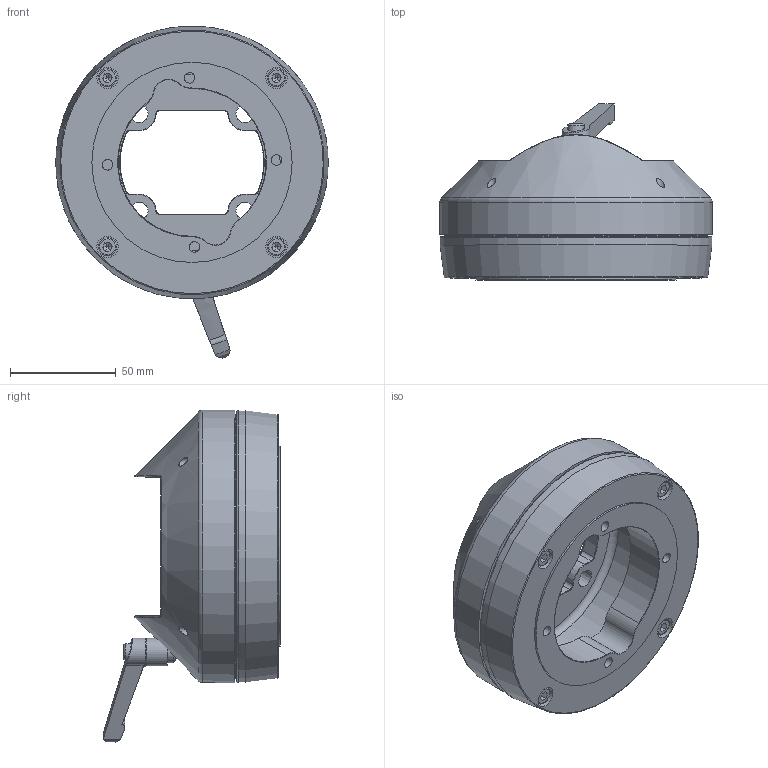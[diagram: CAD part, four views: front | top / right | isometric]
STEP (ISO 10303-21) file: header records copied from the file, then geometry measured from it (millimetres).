
FILE_DESCRIPTION (( 'STEP AP214' ), '1' );
FILE_NAME ('SCE-SA360C.STEP', '2023-10-04T17:59:43', ( '' ), ( '' ), 'SwSTEP 2.0', 'SolidWorks 2023', '' );
FILE_SCHEMA (( 'AUTOMOTIVE_DESIGN' ));
Length unit declared in the file: inch
Products named in the file (1): SCE-SA360C
Bounding box: 129 x 83.52 x 157.01 mm (x, y, z)
Volume: 350263.3 mm3; surface area: 105183.7 mm2
Topology: 5 solids, 6 shells, 446 faces, 1025 edges, 616 vertices
Faces by surface type: plane 115, cone 97, torus 87, cylinder 78, bspline 69
Full cylindrical faces by diameter (mm): 4 x1, 4.2 x4, 5 x9, 5.5 x4, 6 x1, 8 x1, 8.5 x4, 10 x5, 12.998 x1, 90 x1, 94.711 x1, 104 x1, 106 x2, 129 x1
Entity records: 20166 total; most frequent: CARTESIAN_POINT 10971, DIRECTION 1865, ORIENTED_EDGE 1782, EDGE_CURVE 891, AXIS2_PLACEMENT_3D 800, EDGE_LOOP 604, VERTEX_POINT 581, FACE_OUTER_BOUND 503
